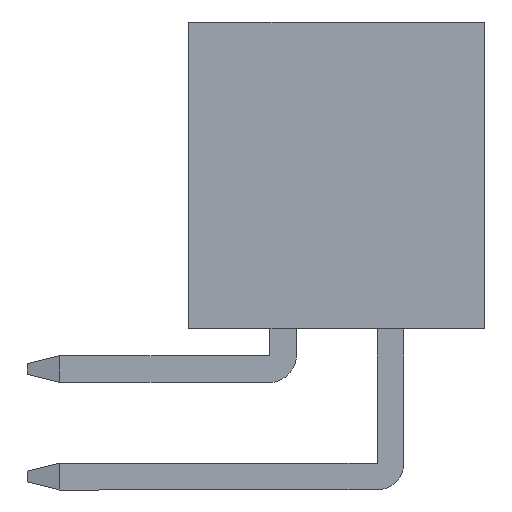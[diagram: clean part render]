
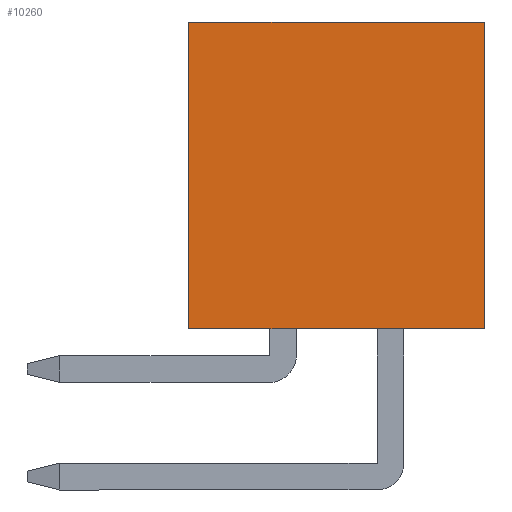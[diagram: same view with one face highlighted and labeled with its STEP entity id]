
A CAD part, left-side view. The second image highlights one B-rep face of the part: STEP entity #10260.
In plain terms, the highlighted planar face has unit normal (-1, 0, 0).
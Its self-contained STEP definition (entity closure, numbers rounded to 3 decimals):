
#1657=ORIENTED_EDGE('',*,*,#3867,.F.);
#1658=ORIENTED_EDGE('',*,*,#3199,.F.);
#1659=ORIENTED_EDGE('',*,*,#3300,.T.);
#1660=ORIENTED_EDGE('',*,*,#4150,.T.);
#3199=EDGE_CURVE('',#4649,#4650,#5609,.T.);
#3300=EDGE_CURVE('',#4649,#4749,#5710,.T.);
#3867=EDGE_CURVE('',#4650,#5187,#6277,.T.);
#4150=EDGE_CURVE('',#4749,#5187,#6560,.T.);
#4649=VERTEX_POINT('',#13880);
#4650=VERTEX_POINT('',#13882);
#4749=VERTEX_POINT('',#14082);
#5187=VERTEX_POINT('',#15174);
#5609=LINE('',#13881,#7055);
#5710=LINE('',#14083,#7156);
#6277=LINE('',#15173,#7723);
#6560=LINE('',#15738,#8006);
#7055=VECTOR('',#11253,1000.);
#7156=VECTOR('',#11356,1000.);
#7723=VECTOR('',#12095,1000.);
#8006=VECTOR('',#12564,1000.);
#8638=EDGE_LOOP('',(#1657,#1658,#1659,#1660));
#9224=FACE_BOUND('',#8638,.T.);
#9765=PLANE('',#10795);
#10260=ADVANCED_FACE('',(#9224),#9765,.T.);
#10795=AXIS2_PLACEMENT_3D('',#15746,#12569,#12570);
#11253=DIRECTION('',(0.,1.,0.));
#11356=DIRECTION('',(0.,0.,1.));
#12095=DIRECTION('',(0.,0.,1.));
#12564=DIRECTION('',(0.,1.,0.));
#12569=DIRECTION('',(-1.,0.,0.));
#12570=DIRECTION('',(0.,0.,1.));
#13880=CARTESIAN_POINT('',(-25.625,-2.75,-2.85));
#13881=CARTESIAN_POINT('',(-25.625,-2.75,-2.85));
#13882=CARTESIAN_POINT('',(-25.625,2.75,-2.85));
#14082=CARTESIAN_POINT('',(-25.625,-2.75,2.85));
#14083=CARTESIAN_POINT('',(-25.625,-2.75,-2.85));
#15173=CARTESIAN_POINT('',(-25.625,2.75,-2.85));
#15174=CARTESIAN_POINT('',(-25.625,2.75,2.85));
#15738=CARTESIAN_POINT('',(-25.625,-2.75,2.85));
#15746=CARTESIAN_POINT('',(-25.625,-2.75,-2.85));
